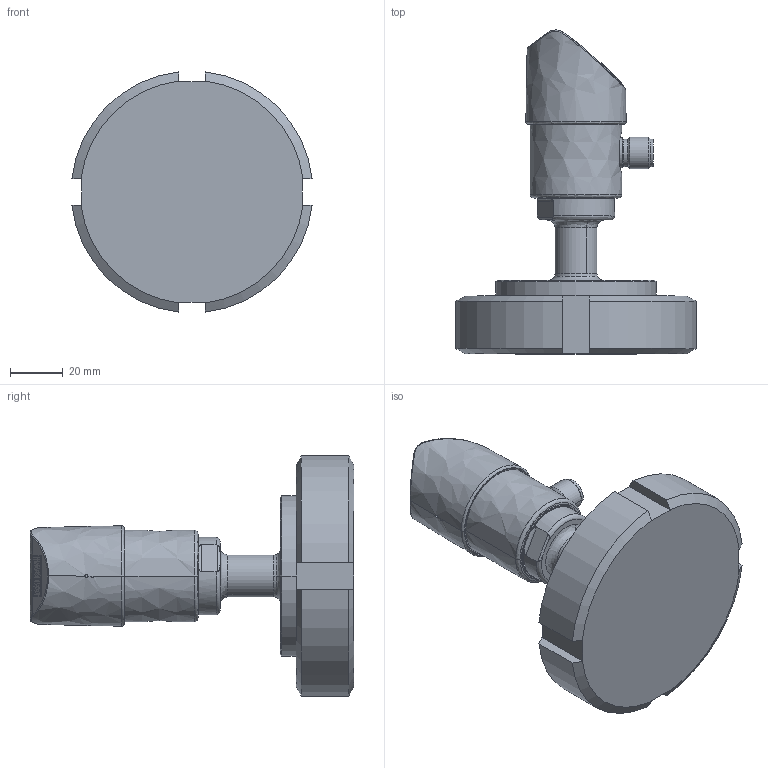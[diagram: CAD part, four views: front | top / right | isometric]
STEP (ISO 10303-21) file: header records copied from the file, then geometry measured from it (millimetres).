
FILE_DESCRIPTION((''),'2;1');
FILE_NAME('ASM0001_SW0001','2011-09-12T',('weissm'),(''),'PRO/ENGINEER BY PARAMETRIC TECHNOLOGY CORPORATION, 2009380','PRO/ENGINEER BY PARAMETRIC TECHNOLOGY CORPORATION, 2009380','');
FILE_SCHEMA(('AUTOMOTIVE_DESIGN_CC2 { 1 2 10303 214 -1 1 5 2 }'));
Length unit declared in the file: millimetre
Products named in the file (1): ASM0001_SW0001
Bounding box: 91.45 x 123.36 x 91.45 mm (x, y, z)
Volume: 229486.4 mm3; surface area: 32255.1 mm2
Topology: 1 solids, 3 shells, 579 faces, 1527 edges, 986 vertices
Faces by surface type: bspline 579
Entity records: 28608 total; most frequent: CARTESIAN_POINT 13126, ORIENTED_EDGE 3054, EDGE_CURVE 1527, DIRECTION 1154, VERTEX_POINT 986, VECTOR 700, LINE 700, EDGE_LOOP 617
